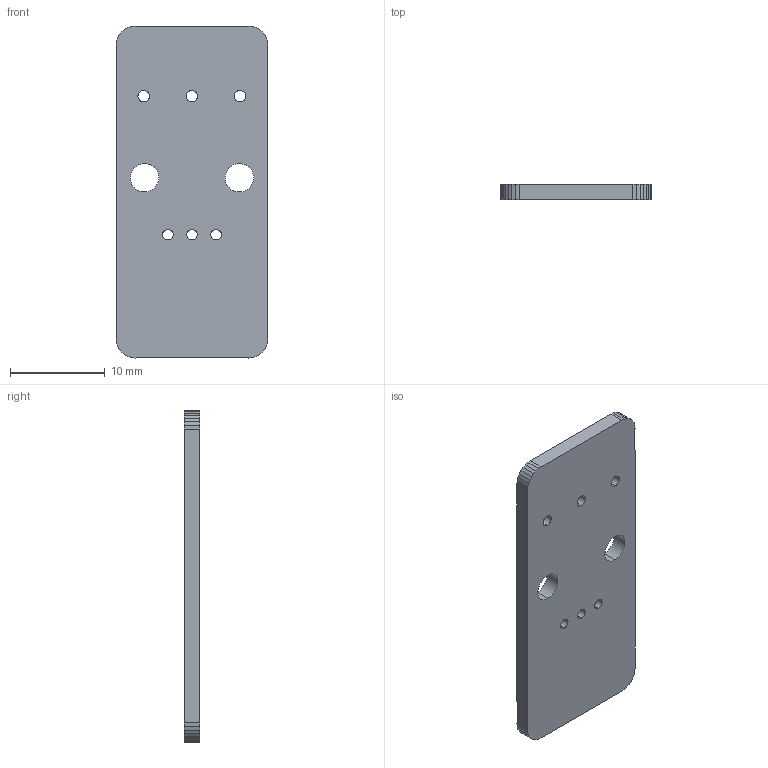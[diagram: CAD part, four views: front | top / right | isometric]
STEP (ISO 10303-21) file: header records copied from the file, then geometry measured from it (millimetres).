
FILE_DESCRIPTION(('FreeCAD Model'),'2;1');
FILE_NAME('Board.stp', '2016-01-27T22:41:22',('FreeCAD'),('FreeCAD'), 'Open CASCADE STEP processor 6.8','FreeCAD','Unknown');
FILE_SCHEMA(('AUTOMOTIVE_DESIGN_CC2 { 1 2 10303 214 -1 1 5 4 }'));
Length unit declared in the file: millimetre
Products named in the file (1): Open CASCADE STEP translator 6.8 388
Bounding box: 16.02 x 1.6 x 35.02 mm (x, y, z)
Volume: 858.9 mm3; surface area: 1296 mm2
Topology: 1 solids, 1 shells, 58 faces, 176 edges, 120 vertices
Faces by surface type: plane 42, bspline 16
Entity records: 5610 total; most frequent: CARTESIAN_POINT 3243, B_SPLINE_CURVE_WITH_KNOTS 448, ORIENTED_EDGE 352, PCURVE 352, DEFINITIONAL_REPRESENTATION 352, EDGE_CURVE 176, SURFACE_CURVE 176, VERTEX_POINT 120
